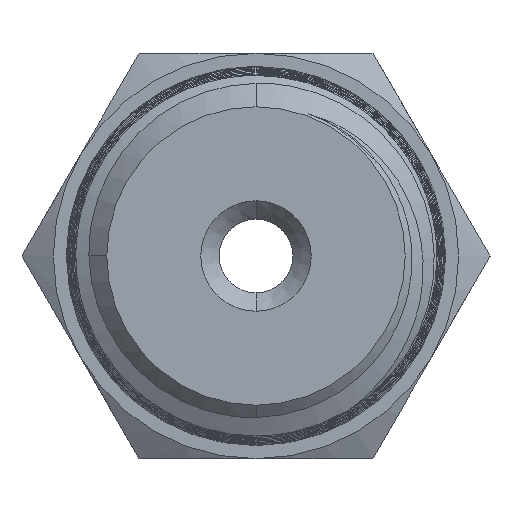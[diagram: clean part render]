
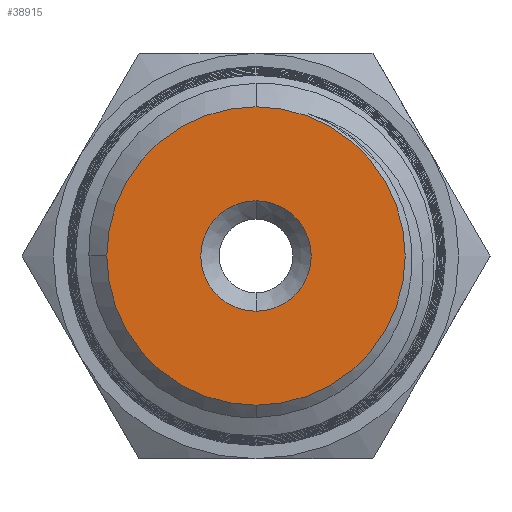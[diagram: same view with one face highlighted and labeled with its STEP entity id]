
A CAD part, front view. The second image highlights one B-rep face of the part: STEP entity #38915.
In plain terms, the highlighted planar face has unit normal (0, -1, 0).
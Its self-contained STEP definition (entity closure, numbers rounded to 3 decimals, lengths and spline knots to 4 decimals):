
#120 = AXIS2_PLACEMENT_3D ( 'NONE', #42384, #21041, #45958 ) ;
#473 = CARTESIAN_POINT ( 'NONE',  ( 0., -8., 0. ) ) ;
#1623 = EDGE_CURVE ( 'NONE', #13004, #18721, #2976, .T. ) ;
#1940 = CIRCLE ( 'NONE', #120, 4.05 ) ;
#2102 = CIRCLE ( 'NONE', #6733, 1.5 ) ;
#2976 = CIRCLE ( 'NONE', #7282, 1.5 ) ;
#2989 = CARTESIAN_POINT ( 'NONE',  ( 0., -8., 1.5 ) ) ;
#4090 = DIRECTION ( 'NONE',  ( -1., 0., 0. ) ) ;
#5278 = CARTESIAN_POINT ( 'NONE',  ( 0., -8., 0. ) ) ;
#5620 = ORIENTED_EDGE ( 'NONE', *, *, #8783, .T. ) ;
#6258 = CARTESIAN_POINT ( 'NONE',  ( 0., -8., -4.05 ) ) ;
#6713 = AXIS2_PLACEMENT_3D ( 'NONE', #19456, #44382, #23066 ) ;
#6733 = AXIS2_PLACEMENT_3D ( 'NONE', #20004, #19846, #19690 ) ;
#7282 = AXIS2_PLACEMENT_3D ( 'NONE', #5278, #39076, #39695 ) ;
#8186 = FACE_BOUND ( 'NONE', #19616, .T. ) ;
#8783 = EDGE_CURVE ( 'NONE', #18721, #13004, #2102, .T. ) ;
#9376 = ORIENTED_EDGE ( 'NONE', *, *, #34511, .T. ) ;
#10297 = VERTEX_POINT ( 'NONE', #13085 ) ;
#13004 = VERTEX_POINT ( 'NONE', #27509 ) ;
#13085 = CARTESIAN_POINT ( 'NONE',  ( -4.05, -8., 0. ) ) ;
#14201 = AXIS2_PLACEMENT_3D ( 'NONE', #33956, #19599, #37533 ) ;
#15179 = ORIENTED_EDGE ( 'NONE', *, *, #33150, .F. ) ;
#18053 = ORIENTED_EDGE ( 'NONE', *, *, #1623, .T. ) ;
#18721 = VERTEX_POINT ( 'NONE', #2989 ) ;
#18847 = FACE_OUTER_BOUND ( 'NONE', #31201, .T. ) ;
#19456 = CARTESIAN_POINT ( 'NONE',  ( 0., -8., 0. ) ) ;
#19599 = DIRECTION ( 'NONE',  ( 0., -1., 0. ) ) ;
#19616 = EDGE_LOOP ( 'NONE', ( #18053, #5620 ) ) ;
#19690 = DIRECTION ( 'NONE',  ( 0., 0., -1. ) ) ;
#19846 = DIRECTION ( 'NONE',  ( 0., 1., 0. ) ) ;
#20004 = CARTESIAN_POINT ( 'NONE',  ( 0., -8., 0. ) ) ;
#21041 = DIRECTION ( 'NONE',  ( 0., -1., 0. ) ) ;
#22243 = VERTEX_POINT ( 'NONE', #31113 ) ;
#23066 = DIRECTION ( 'NONE',  ( -1., 0., 0. ) ) ;
#25521 = DIRECTION ( 'NONE',  ( 0., 1., 0. ) ) ;
#27509 = CARTESIAN_POINT ( 'NONE',  ( 0., -8., -1.5 ) ) ;
#29004 = CIRCLE ( 'NONE', #6713, 4.05 ) ;
#30383 = PLANE ( 'NONE',  #14201 ) ;
#31113 = CARTESIAN_POINT ( 'NONE',  ( 0., -8., 4.05 ) ) ;
#31201 = EDGE_LOOP ( 'NONE', ( #9376, #35821, #15179 ) ) ;
#32485 = AXIS2_PLACEMENT_3D ( 'NONE', #473, #25521, #4090 ) ;
#33150 = EDGE_CURVE ( 'NONE', #22243, #46102, #37901, .T. ) ;
#33956 = CARTESIAN_POINT ( 'NONE',  ( 0., -8., 0. ) ) ;
#34511 = EDGE_CURVE ( 'NONE', #22243, #10297, #29004, .T. ) ;
#35821 = ORIENTED_EDGE ( 'NONE', *, *, #44310, .T. ) ;
#37533 = DIRECTION ( 'NONE',  ( 0., 0., -1. ) ) ;
#37901 = CIRCLE ( 'NONE', #32485, 4.05 ) ;
#38915 = ADVANCED_FACE ( 'NONE', ( #8186, #18847 ), #30383, .T. ) ;
#39076 = DIRECTION ( 'NONE',  ( 0., 1., 0. ) ) ;
#39695 = DIRECTION ( 'NONE',  ( 0., 0., -1. ) ) ;
#42384 = CARTESIAN_POINT ( 'NONE',  ( 0., -8., 0. ) ) ;
#44310 = EDGE_CURVE ( 'NONE', #10297, #46102, #1940, .T. ) ;
#44382 = DIRECTION ( 'NONE',  ( 0., -1., 0. ) ) ;
#45958 = DIRECTION ( 'NONE',  ( -1., 0., 0. ) ) ;
#46102 = VERTEX_POINT ( 'NONE', #6258 ) ;
